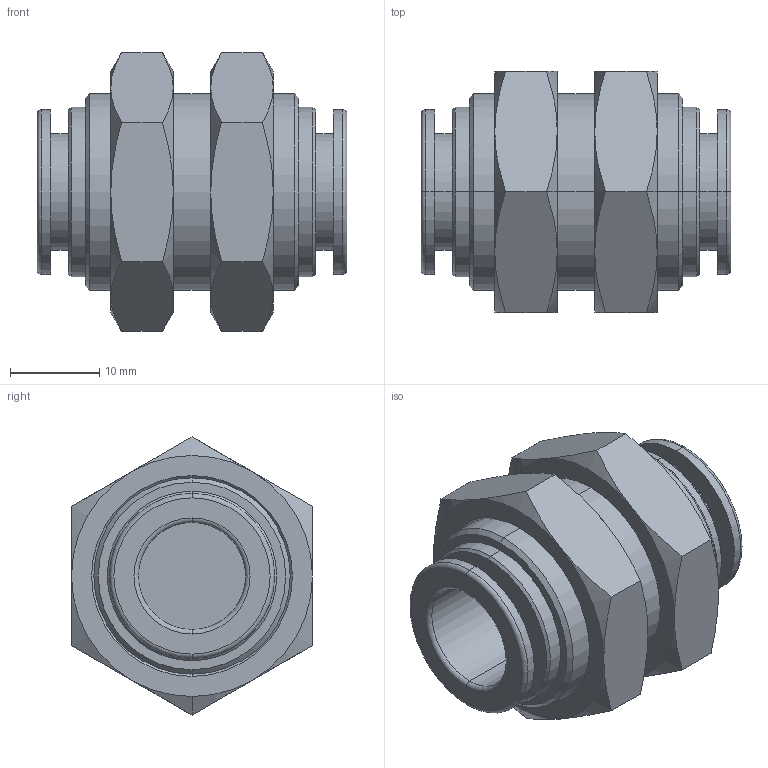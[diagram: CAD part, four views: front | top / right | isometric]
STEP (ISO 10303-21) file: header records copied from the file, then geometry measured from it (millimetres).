
FILE_DESCRIPTION (( 'STEP AP214' ), '1' );
FILE_NAME ('KQ2E12-00A.step.step', '2016-01-15T06:55:31', ( 'Windows User' ), ( '' ), 'SwSTEP 2.0', 'SolidWorks 2016', '' );
FILE_SCHEMA (( 'AUTOMOTIVE_DESIGN' ));
Length unit declared in the file: millimetre
Products named in the file (3): KQ2E12-00A.step_KQ2E_12-00; KQ2E12-00A.step_KQ2 Nut_E12-00; KQ2E12-00A.step
Assembly tree (3 placements, depth 2):
  KQ2E12-00A.step
    KQ2E12-00A.step_KQ2E_12-00
    KQ2E12-00A.step_KQ2 Nut_E12-00  x2
Bounding box: 34.7 x 27 x 31.18 mm (x, y, z)
Volume: 11052.8 mm3; surface area: 7815.6 mm2
Topology: 3 solids, 3 shells, 100 faces, 206 edges, 120 vertices
Faces by surface type: cone 44, plane 26, cylinder 22, torus 8
Entity records: 2472 total; most frequent: CARTESIAN_POINT 454, DIRECTION 360, ORIENTED_EDGE 292, AXIS2_PLACEMENT_3D 160, EDGE_CURVE 146, VERTEX_POINT 86, EDGE_LOOP 82, CIRCLE 82
